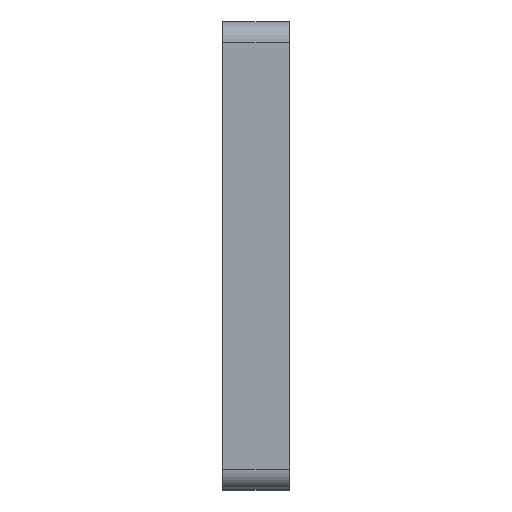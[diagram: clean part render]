
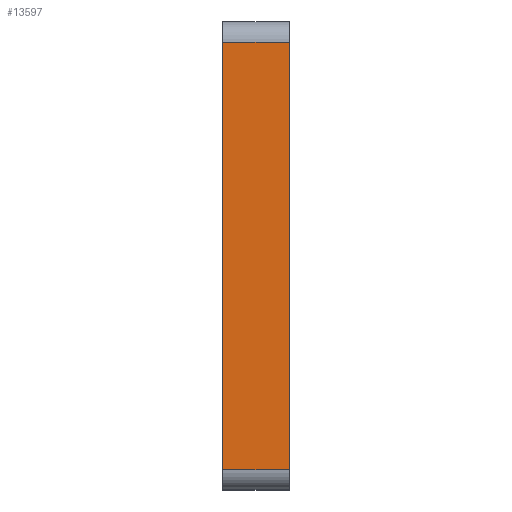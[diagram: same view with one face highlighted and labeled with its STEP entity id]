
A CAD part, left-side view. The second image highlights one B-rep face of the part: STEP entity #13597.
In plain terms, the highlighted planar face has unit normal (-1, 0, 0).
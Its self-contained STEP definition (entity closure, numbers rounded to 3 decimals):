
#1018 = CARTESIAN_POINT ( 'NONE',  ( -89.17, 0., 61.145 ) ) ;
#1249 = DIRECTION ( 'NONE',  ( 0., 0., 1. ) ) ;
#1288 = CARTESIAN_POINT ( 'NONE',  ( -89.17, 10., 61.145 ) ) ;
#1393 = VERTEX_POINT ( 'NONE', #1018 ) ;
#3501 = LINE ( 'NONE', #20528, #21446 ) ;
#3659 = CARTESIAN_POINT ( 'NONE',  ( -89.17, 10., 61.145 ) ) ;
#3839 = CARTESIAN_POINT ( 'NONE',  ( -89.17, 10., 64.145 ) ) ;
#4216 = AXIS2_PLACEMENT_3D ( 'NONE', #3839, #10933, #15794 ) ;
#4575 = ORIENTED_EDGE ( 'NONE', *, *, #12439, .T. ) ;
#4638 = LINE ( 'NONE', #20488, #6087 ) ;
#5188 = ORIENTED_EDGE ( 'NONE', *, *, #17904, .T. ) ;
#5752 = VECTOR ( 'NONE', #18103, 1000. ) ;
#6087 = VECTOR ( 'NONE', #21989, 1000. ) ;
#9217 = FACE_OUTER_BOUND ( 'NONE', #19292, .T. ) ;
#9474 = CARTESIAN_POINT ( 'NONE',  ( -89.17, 10., -2.855 ) ) ;
#9963 = CARTESIAN_POINT ( 'NONE',  ( -89.17, 10., -2.855 ) ) ;
#10933 = DIRECTION ( 'NONE',  ( 1., 0., 0. ) ) ;
#11579 = ORIENTED_EDGE ( 'NONE', *, *, #20182, .F. ) ;
#12439 = EDGE_CURVE ( 'NONE', #15716, #1393, #3501, .T. ) ;
#13597 = ADVANCED_FACE ( 'NONE', ( #9217 ), #14288, .F. ) ;
#14288 = PLANE ( 'NONE',  #4216 ) ;
#14878 = LINE ( 'NONE', #9474, #5752 ) ;
#15290 = EDGE_CURVE ( 'NONE', #1393, #18669, #19494, .T. ) ;
#15716 = VERTEX_POINT ( 'NONE', #17031 ) ;
#15794 = DIRECTION ( 'NONE',  ( 0., 0., -1. ) ) ;
#16611 = ORIENTED_EDGE ( 'NONE', *, *, #15290, .T. ) ;
#17031 = CARTESIAN_POINT ( 'NONE',  ( -89.17, 0., -2.855 ) ) ;
#17782 = DIRECTION ( 'NONE',  ( 0., 1., 0. ) ) ;
#17904 = EDGE_CURVE ( 'NONE', #21498, #15716, #14878, .T. ) ;
#18103 = DIRECTION ( 'NONE',  ( 0., -1., 0. ) ) ;
#18669 = VERTEX_POINT ( 'NONE', #1288 ) ;
#19292 = EDGE_LOOP ( 'NONE', ( #4575, #16611, #11579, #5188 ) ) ;
#19494 = LINE ( 'NONE', #3659, #19656 ) ;
#19656 = VECTOR ( 'NONE', #17782, 1000. ) ;
#20182 = EDGE_CURVE ( 'NONE', #21498, #18669, #4638, .T. ) ;
#20488 = CARTESIAN_POINT ( 'NONE',  ( -89.17, 10., 64.145 ) ) ;
#20528 = CARTESIAN_POINT ( 'NONE',  ( -89.17, 0., 64.145 ) ) ;
#21446 = VECTOR ( 'NONE', #1249, 1000. ) ;
#21498 = VERTEX_POINT ( 'NONE', #9963 ) ;
#21989 = DIRECTION ( 'NONE',  ( 0., 0., 1. ) ) ;
